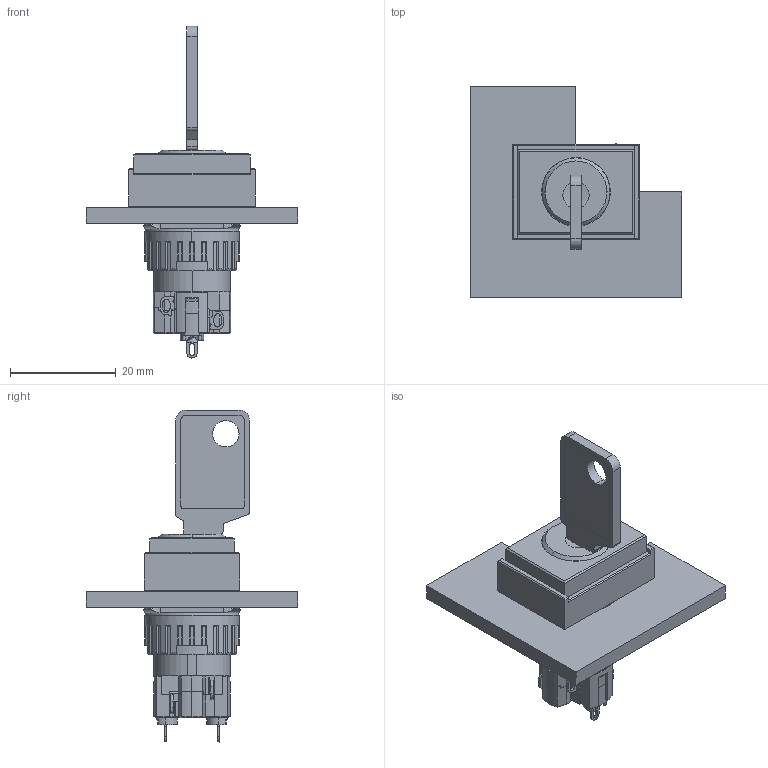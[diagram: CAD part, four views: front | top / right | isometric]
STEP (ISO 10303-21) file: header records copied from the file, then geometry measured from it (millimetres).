
FILE_DESCRIPTION (( 'STEP AP214' ), '1' );
FILE_NAME ('default.step', '2013-05-31T07:22:12', ( 'Windows User' ), ( '' ), 'SwSTEP 2.0', 'SolidWorks 2013', '' );
FILE_SCHEMA (( 'AUTOMOTIVE_DESIGN' ));
Length unit declared in the file: millimetre
Products named in the file (1): default
Bounding box: 40 x 40 x 62.85 mm (x, y, z)
Volume: 9838.1 mm3; surface area: 12256.3 mm2
Topology: 15 solids, 15 shells, 916 faces, 2473 edges, 1594 vertices
Faces by surface type: plane 642, cylinder 195, cone 47, bspline 16, torus 14, sphere 2
Entity records: 39163 total; most frequent: CARTESIAN_POINT 5682, ORIENTED_EDGE 4946, DIRECTION 4703, EDGE_CURVE 2473, LINE 1825, VECTOR 1825, VERTEX_POINT 1594, AXIS2_PLACEMENT_3D 1439
